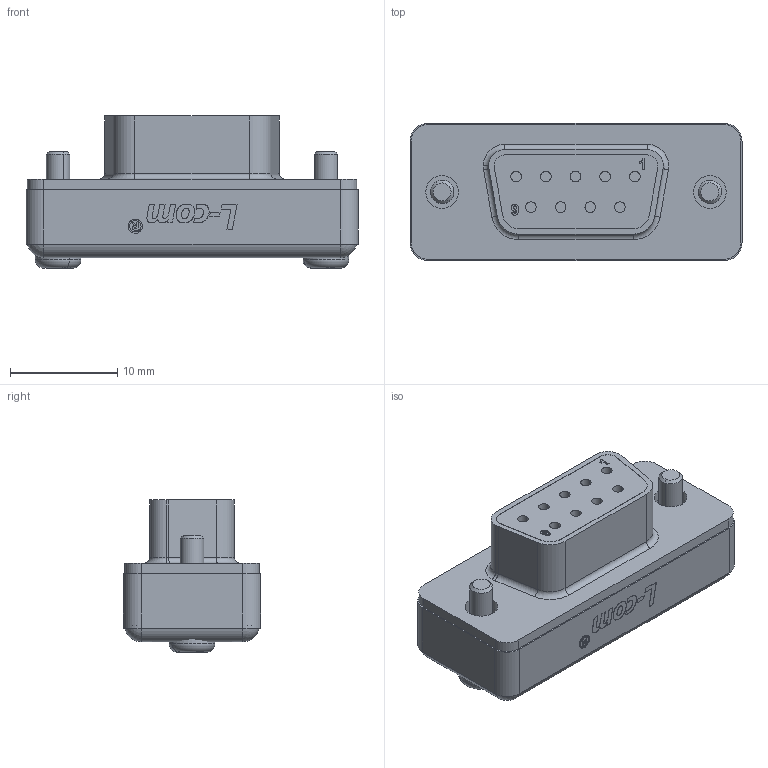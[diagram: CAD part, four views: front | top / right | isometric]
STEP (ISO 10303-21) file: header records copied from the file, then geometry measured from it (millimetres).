
FILE_DESCRIPTION (( 'STEP AP203' ), '1' );
FILE_NAME ('DML009P.STEP', '2006-06-23T18:46:28', ( 'lcom' ), ( 'lcom' ), 'SwSTEP 2.0', 'SolidWorks 2006004', '' );
FILE_SCHEMA (( 'CONFIG_CONTROL_DESIGN' ));
Length unit declared in the file: inch
Products named in the file (4): 1AJ02-011_2-56 x .375 PAN HEAD SCREW; SD9S_Supplier Connector; DML009P-MA1_DB9; DML009P
Assembly tree (4 placements, depth 2):
  DML009P
    SD9S_Supplier Connector
    1AJ02-011_2-56 x .375 PAN HEAD SCREW  x2
    DML009P-MA1_DB9
Bounding box: 30.99 x 12.8 x 14.2 mm (x, y, z)
Volume: 1539.3 mm3; surface area: 3496.7 mm2
Topology: 4 solids, 4 shells, 729 faces, 2010 edges, 1321 vertices
Faces by surface type: plane 542, bspline 90, cylinder 76, torus 9, sphere 8, cone 4
Entity records: 30488 total; most frequent: CARTESIAN_POINT 12652, ORIENTED_EDGE 3868, DIRECTION 3128, EDGE_CURVE 1934, LINE 1574, VECTOR 1574, VERTEX_POINT 1277, AXIS2_PLACEMENT_3D 777
